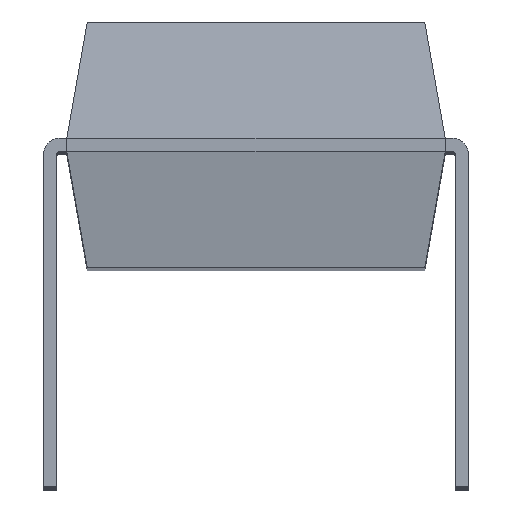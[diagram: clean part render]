
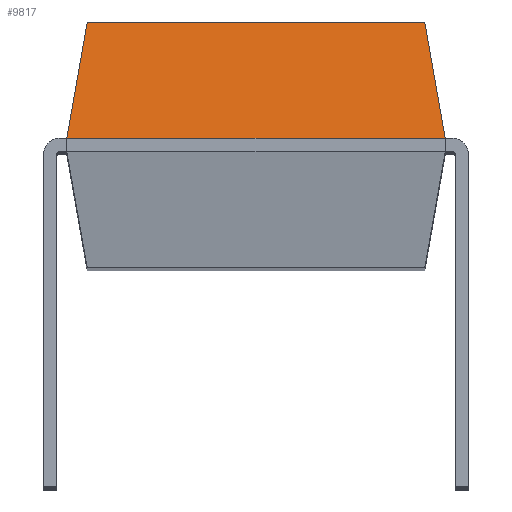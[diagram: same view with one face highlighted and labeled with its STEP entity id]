
A CAD part, top view. The second image highlights one B-rep face of the part: STEP entity #9817.
In plain terms, the highlighted planar face has unit normal (0, 0.174, 0.985).
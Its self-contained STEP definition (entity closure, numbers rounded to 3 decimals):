
#470 = VECTOR ( 'NONE', #6954, 1000. ) ;
#523 = LINE ( 'NONE', #6465, #470 ) ;
#1555 = CARTESIAN_POINT ( 'NONE',  ( -3.619, 2.857, 17.336 ) ) ;
#2046 = VECTOR ( 'NONE', #3163, 1000. ) ;
#2136 = PLANE ( 'NONE',  #9916 ) ;
#2517 = ORIENTED_EDGE ( 'NONE', *, *, #11472, .T. ) ;
#3022 = VERTEX_POINT ( 'NONE', #9286 ) ;
#3163 = DIRECTION ( 'NONE',  ( 0.171, -0.97, 0.171 ) ) ;
#3516 = ORIENTED_EDGE ( 'NONE', *, *, #5705, .T. ) ;
#3756 = DIRECTION ( 'NONE',  ( 1., 0., 0. ) ) ;
#3952 = CARTESIAN_POINT ( 'NONE',  ( 3.619, 2.857, 17.336 ) ) ;
#5395 = EDGE_CURVE ( 'NONE', #3022, #6314, #10634, .T. ) ;
#5498 = FACE_OUTER_BOUND ( 'NONE', #5643, .T. ) ;
#5643 = EDGE_LOOP ( 'NONE', ( #2517, #11913, #11303, #3516 ) ) ;
#5705 = EDGE_CURVE ( 'NONE', #3022, #8852, #7017, .T. ) ;
#6314 = VERTEX_POINT ( 'NONE', #12074 ) ;
#6425 = DIRECTION ( 'NONE',  ( 0., 0.174, 0.985 ) ) ;
#6465 = CARTESIAN_POINT ( 'NONE',  ( -3.619, 2.857, 17.336 ) ) ;
#6946 = DIRECTION ( 'NONE',  ( -0.171, -0.97, 0.171 ) ) ;
#6954 = DIRECTION ( 'NONE',  ( 1., 0., 0. ) ) ;
#7017 = LINE ( 'NONE', #11066, #11480 ) ;
#7428 = EDGE_CURVE ( 'NONE', #6314, #10998, #9984, .T. ) ;
#8740 = CARTESIAN_POINT ( 'NONE',  ( -3.619, 2.857, 17.336 ) ) ;
#8809 = CARTESIAN_POINT ( 'NONE',  ( 3.619, 2.857, 17.336 ) ) ;
#8852 = VERTEX_POINT ( 'NONE', #8740 ) ;
#9286 = CARTESIAN_POINT ( 'NONE',  ( -3.228, 5.08, 16.944 ) ) ;
#9379 = CARTESIAN_POINT ( 'NONE',  ( -3.619, 5.08, 16.944 ) ) ;
#9817 = ADVANCED_FACE ( 'NONE', ( #5498 ), #2136, .T. ) ;
#9916 = AXIS2_PLACEMENT_3D ( 'NONE', #1555, #6425, #12011 ) ;
#9984 = LINE ( 'NONE', #8809, #2046 ) ;
#10634 = LINE ( 'NONE', #9379, #10879 ) ;
#10879 = VECTOR ( 'NONE', #3756, 1000. ) ;
#10998 = VERTEX_POINT ( 'NONE', #3952 ) ;
#11066 = CARTESIAN_POINT ( 'NONE',  ( -3.619, 2.857, 17.336 ) ) ;
#11303 = ORIENTED_EDGE ( 'NONE', *, *, #5395, .F. ) ;
#11472 = EDGE_CURVE ( 'NONE', #8852, #10998, #523, .T. ) ;
#11480 = VECTOR ( 'NONE', #6946, 1000. ) ;
#11913 = ORIENTED_EDGE ( 'NONE', *, *, #7428, .F. ) ;
#12011 = DIRECTION ( 'NONE',  ( 0., -0.985, 0.174 ) ) ;
#12074 = CARTESIAN_POINT ( 'NONE',  ( 3.228, 5.08, 16.944 ) ) ;
